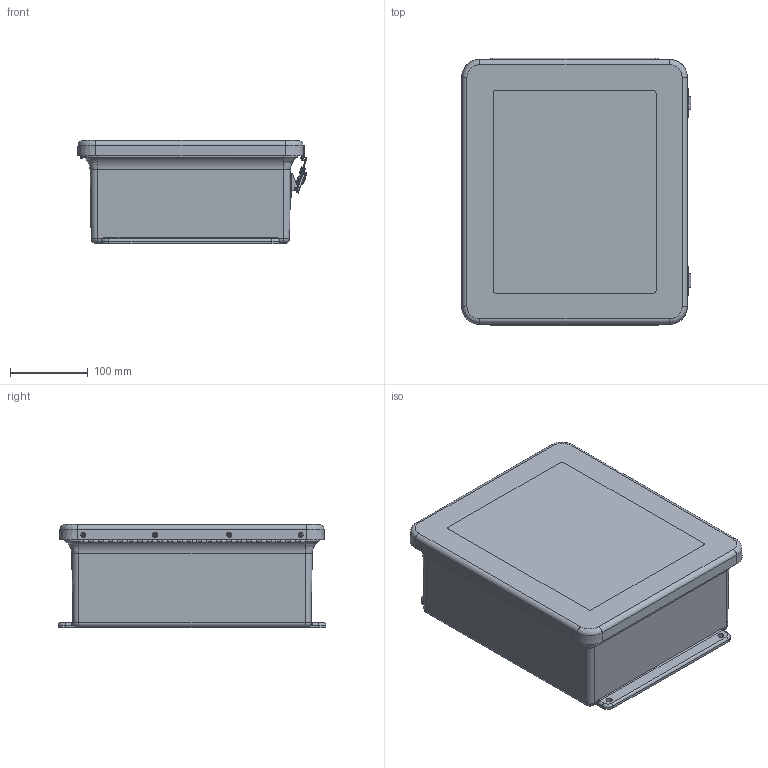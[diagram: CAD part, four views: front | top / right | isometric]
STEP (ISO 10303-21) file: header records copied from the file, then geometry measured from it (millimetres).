
FILE_DESCRIPTION (( 'STEP AP214' ), '1' );
FILE_NAME ('MW1210HLL.STEP', '2018-11-07T11:48:29', ( '' ), ( '' ), 'SwSTEP 2.0', 'SolidWorks 2018', '' );
FILE_SCHEMA (( 'AUTOMOTIVE_DESIGN' ));
Length unit declared in the file: inch
Products named in the file (1): MW1210HLL
Bounding box: 295.51 x 344.49 x 132.56 mm (x, y, z)
Volume: 1598946.6 mm3; surface area: 796075.2 mm2
Topology: 49 solids, 49 shells, 1168 faces, 2943 edges, 1909 vertices
Faces by surface type: plane 524, cylinder 453, bspline 130, cone 51, torus 10
Full cylindrical faces by diameter (mm): 2.159 x47, 2.4 x2, 2.7 x4, 3 x2, 3.175 x16, 3.25 x2, 3.302 x4, 3.327 x8, 3.5 x2, 3.556 x16, 3.861 x5, 3.962 x7, 4.2 x4, 4.609 x2, 4.618 x2, 4.7 x2, 4.9 x2, 5 x4, 5.3 x2, 5.537 x4, 6.35 x16, 6.858 x4, 13.3 x2, 13.5 x2
Entity records: 61895 total; most frequent: CARTESIAN_POINT 19009, ORIENTED_EDGE 5396, DIRECTION 5390, EDGE_CURVE 2698, AXIS2_PLACEMENT_3D 1981, VERTEX_POINT 1872, EDGE_LOOP 1624, VECTOR 1428
